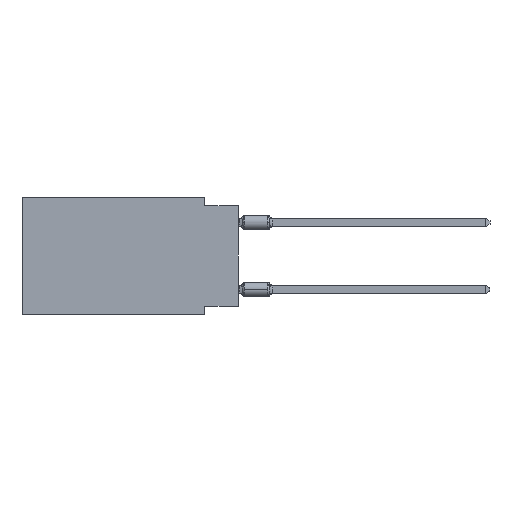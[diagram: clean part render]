
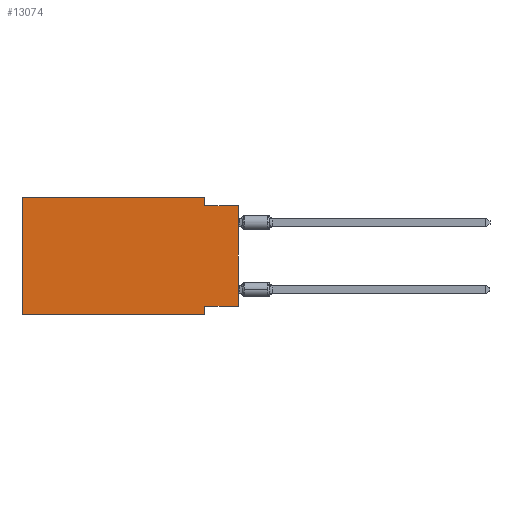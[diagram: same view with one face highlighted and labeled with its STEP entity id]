
A CAD part, left-side view. The second image highlights one B-rep face of the part: STEP entity #13074.
In plain terms, the highlighted planar face has unit normal (-1, 0, 0).
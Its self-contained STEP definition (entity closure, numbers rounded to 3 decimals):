
#227 = EDGE_CURVE ( 'NONE', #14590, #15685, #10534, .T. ) ;
#365 = AXIS2_PLACEMENT_3D ( 'NONE', #4631, #18979, #8013 ) ;
#383 = LINE ( 'NONE', #16294, #2882 ) ;
#475 = CARTESIAN_POINT ( 'NONE',  ( 0., 16.383, -8.89 ) ) ;
#601 = VERTEX_POINT ( 'NONE', #913 ) ;
#714 = VERTEX_POINT ( 'NONE', #10400 ) ;
#771 = EDGE_CURVE ( 'NONE', #15685, #4947, #18071, .T. ) ;
#913 = CARTESIAN_POINT ( 'NONE',  ( 0., 2.54, -8.89 ) ) ;
#1837 = CARTESIAN_POINT ( 'NONE',  ( 0., 0., -8.255 ) ) ;
#2089 = CARTESIAN_POINT ( 'NONE',  ( 0., 2.54, 0. ) ) ;
#2258 = ORIENTED_EDGE ( 'NONE', *, *, #5466, .T. ) ;
#2264 = DIRECTION ( 'NONE',  ( 0., -1., 0. ) ) ;
#2882 = VECTOR ( 'NONE', #5437, 1000. ) ;
#3089 = FACE_OUTER_BOUND ( 'NONE', #5184, .T. ) ;
#3281 = DIRECTION ( 'NONE',  ( 0., -1., 0. ) ) ;
#3449 = EDGE_CURVE ( 'NONE', #4947, #714, #18090, .T. ) ;
#4178 = EDGE_CURVE ( 'NONE', #16875, #601, #383, .T. ) ;
#4403 = PLANE ( 'NONE',  #365 ) ;
#4631 = CARTESIAN_POINT ( 'NONE',  ( 0., 16.383, 0. ) ) ;
#4773 = ORIENTED_EDGE ( 'NONE', *, *, #4178, .F. ) ;
#4947 = VERTEX_POINT ( 'NONE', #8663 ) ;
#4962 = EDGE_CURVE ( 'NONE', #714, #6217, #15432, .T. ) ;
#5184 = EDGE_LOOP ( 'NONE', ( #14206, #10456, #20217, #5456, #22021, #2258, #4773, #15114 ) ) ;
#5437 = DIRECTION ( 'NONE',  ( 0., 0., -1. ) ) ;
#5456 = ORIENTED_EDGE ( 'NONE', *, *, #771, .F. ) ;
#5466 = EDGE_CURVE ( 'NONE', #14590, #601, #7428, .T. ) ;
#6009 = VECTOR ( 'NONE', #3281, 1000. ) ;
#6198 = VECTOR ( 'NONE', #14746, 1000. ) ;
#6217 = VERTEX_POINT ( 'NONE', #17418 ) ;
#6526 = CARTESIAN_POINT ( 'NONE',  ( 0., 2.54, -8.255 ) ) ;
#6569 = CARTESIAN_POINT ( 'NONE',  ( 0., 16.383, 0. ) ) ;
#6799 = EDGE_CURVE ( 'NONE', #10134, #16875, #10753, .T. ) ;
#7282 = EDGE_CURVE ( 'NONE', #10134, #6217, #14630, .T. ) ;
#7428 = LINE ( 'NONE', #21667, #22064 ) ;
#8013 = DIRECTION ( 'NONE',  ( 0., 0., -1. ) ) ;
#8130 = VECTOR ( 'NONE', #17846, 1000. ) ;
#8663 = CARTESIAN_POINT ( 'NONE',  ( 0., 2.54, 0. ) ) ;
#8851 = VECTOR ( 'NONE', #20435, 1000. ) ;
#10134 = VERTEX_POINT ( 'NONE', #22995 ) ;
#10197 = CARTESIAN_POINT ( 'NONE',  ( 0., 0., -0.635 ) ) ;
#10400 = CARTESIAN_POINT ( 'NONE',  ( 0., 2.54, -0.635 ) ) ;
#10456 = ORIENTED_EDGE ( 'NONE', *, *, #4962, .F. ) ;
#10534 = LINE ( 'NONE', #6569, #20779 ) ;
#10753 = LINE ( 'NONE', #1837, #8130 ) ;
#10756 = CARTESIAN_POINT ( 'NONE',  ( 0., 16.383, 0. ) ) ;
#13074 = ADVANCED_FACE ( 'NONE', ( #3089 ), #4403, .F. ) ;
#14206 = ORIENTED_EDGE ( 'NONE', *, *, #7282, .T. ) ;
#14590 = VERTEX_POINT ( 'NONE', #475 ) ;
#14630 = LINE ( 'NONE', #16490, #6198 ) ;
#14746 = DIRECTION ( 'NONE',  ( 0., 0., 1. ) ) ;
#15114 = ORIENTED_EDGE ( 'NONE', *, *, #6799, .F. ) ;
#15432 = LINE ( 'NONE', #10197, #6009 ) ;
#15436 = DIRECTION ( 'NONE',  ( 0., 0., 1. ) ) ;
#15685 = VERTEX_POINT ( 'NONE', #15690 ) ;
#15690 = CARTESIAN_POINT ( 'NONE',  ( 0., 16.383, 0. ) ) ;
#16096 = DIRECTION ( 'NONE',  ( 0., -1., 0. ) ) ;
#16294 = CARTESIAN_POINT ( 'NONE',  ( 0., 2.54, -8.89 ) ) ;
#16490 = CARTESIAN_POINT ( 'NONE',  ( 0., 0., 0. ) ) ;
#16875 = VERTEX_POINT ( 'NONE', #6526 ) ;
#17418 = CARTESIAN_POINT ( 'NONE',  ( 0., 0., -0.635 ) ) ;
#17846 = DIRECTION ( 'NONE',  ( 0., 1., 0. ) ) ;
#18071 = LINE ( 'NONE', #10756, #21531 ) ;
#18090 = LINE ( 'NONE', #2089, #8851 ) ;
#18979 = DIRECTION ( 'NONE',  ( 1., 0., 0. ) ) ;
#20217 = ORIENTED_EDGE ( 'NONE', *, *, #3449, .F. ) ;
#20435 = DIRECTION ( 'NONE',  ( 0., 0., -1. ) ) ;
#20779 = VECTOR ( 'NONE', #15436, 1000. ) ;
#21531 = VECTOR ( 'NONE', #16096, 1000. ) ;
#21667 = CARTESIAN_POINT ( 'NONE',  ( 0., 16.383, -8.89 ) ) ;
#22021 = ORIENTED_EDGE ( 'NONE', *, *, #227, .F. ) ;
#22064 = VECTOR ( 'NONE', #2264, 1000. ) ;
#22995 = CARTESIAN_POINT ( 'NONE',  ( 0., 0., -8.255 ) ) ;
